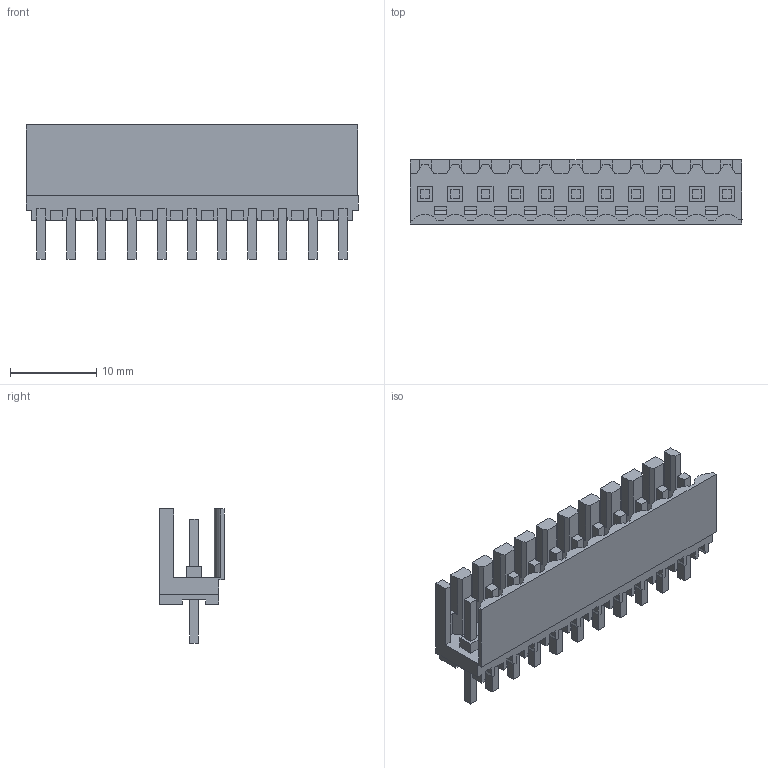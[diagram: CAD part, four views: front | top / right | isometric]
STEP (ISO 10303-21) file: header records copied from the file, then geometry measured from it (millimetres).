
FILE_DESCRIPTION(('CATIA V5 STEP Exchange','CAx-IF Rec.Pracs.--- Model Styling and Organization---1.2---2011-12-15'),'2;1');
FILE_NAME ('D1453565_0_1615970000_1615970000.stp','2018-03-12T12:34:24+00:00',('none'),('Weidmueller'),'CATIA Version 5-6 Release 2014','CATIA V5 STEP AP214','none');
FILE_SCHEMA(('AUTOMOTIVE_DESIGN { 1 0 10303 214 1 1 1 1 }'));
Length unit declared in the file: millimetre
Products named in the file (1): 1615970000
Bounding box: 38.5 x 7.45 x 15.55 mm (x, y, z)
Volume: 1237.1 mm3; surface area: 3512.8 mm2
Topology: 12 solids, 12 shells, 655 faces, 1927 edges, 1317 vertices
Faces by surface type: plane 644, cylinder 11
Entity records: 20658 total; most frequent: ORIENTED_EDGE 3854, CARTESIAN_POINT 3610, DIRECTION 2657, EDGE_CURVE 1927, VECTOR 1905, LINE 1905, VERTEX_POINT 1317, EDGE_LOOP 698
